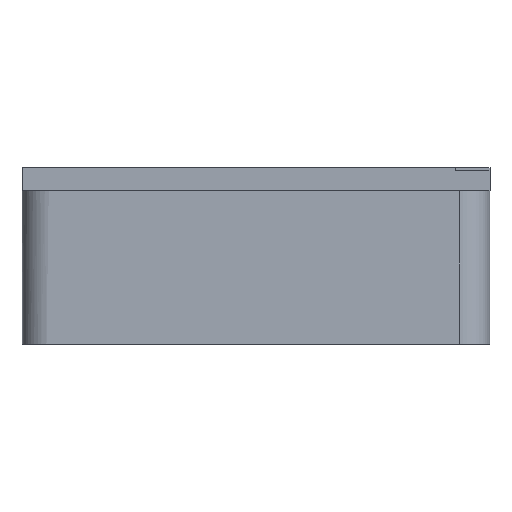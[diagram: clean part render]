
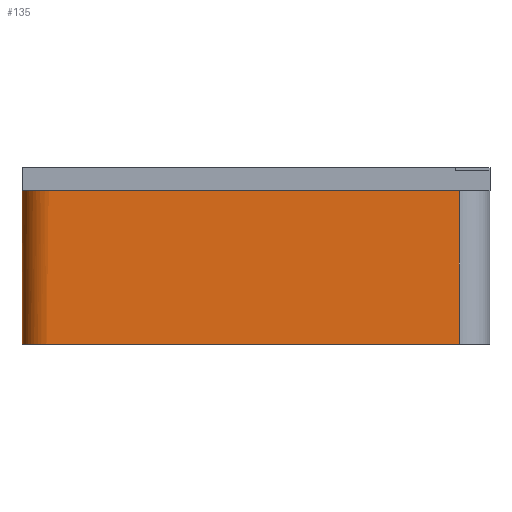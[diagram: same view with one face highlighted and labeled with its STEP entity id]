
A CAD part, front view. The second image highlights one B-rep face of the part: STEP entity #135.
In plain terms, the highlighted free-form (B-spline) face has degree [1, 2] with [2, 9] control points.
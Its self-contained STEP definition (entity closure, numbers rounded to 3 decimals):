
#135=ADVANCED_FACE($,(#364),#2262,.T.);
#364=FACE_OUTER_BOUND($,#560,.T.);
#560=EDGE_LOOP($,(#1047,#1048,#1049,#1050,#1051,#1052));
#1047=ORIENTED_EDGE($,*,*,#1881,.T.);
#1048=ORIENTED_EDGE($,*,*,#1711,.T.);
#1049=ORIENTED_EDGE($,*,*,#1877,.F.);
#1050=ORIENTED_EDGE($,*,*,#1878,.T.);
#1051=ORIENTED_EDGE($,*,*,#1882,.F.);
#1052=ORIENTED_EDGE($,*,*,#1880,.F.);
#1711=EDGE_CURVE($,#2072,#2074,#2539,.T.);
#1877=EDGE_CURVE($,#2185,#2074,#2789,.T.);
#1878=EDGE_CURVE($,#2185,#2184,#2655,.T.);
#1880=EDGE_CURVE($,#2186,#2187,#2657,.T.);
#1881=EDGE_CURVE($,#2186,#2072,#2790,.T.);
#1882=EDGE_CURVE($,#2187,#2184,#2791,.T.);
#2072=VERTEX_POINT($,#5704);
#2074=VERTEX_POINT($,#5706);
#2184=VERTEX_POINT($,#5816);
#2185=VERTEX_POINT($,#5817);
#2186=VERTEX_POINT($,#5818);
#2187=VERTEX_POINT($,#5819);
#2262=(
BOUNDED_SURFACE()
B_SPLINE_SURFACE(1,2,((#5102,#5103,#5104,#5105,#5106,#5107,#5108,#5109,#5110),
(#5111,#5112,#5113,#5114,#5115,#5116,#5117,#5118,#5119)),.UNSPECIFIED.,.F.,
.F.,.F.)
B_SPLINE_SURFACE_WITH_KNOTS((2,2),(3,2,2,2,3),(0.,10.),(-584.391,
-557.911,-554.77,-448.77,-445.628),
.UNSPECIFIED.)
GEOMETRIC_REPRESENTATION_ITEM()
RATIONAL_B_SPLINE_SURFACE(((1.,1.,1.,0.707,1.,1.,1.,0.707,
1.),(1.,1.,1.,0.707,1.,1.,1.,0.707,1.)))
REPRESENTATION_ITEM($)
SURFACE()
);
#2539=B_SPLINE_CURVE_WITH_KNOTS($,1,(#4214,#4215),.UNSPECIFIED.,.F.,.F.,
(2,2),(0.,10.),.UNSPECIFIED.);
#2655=B_SPLINE_CURVE_WITH_KNOTS($,1,(#4775,#4776),.UNSPECIFIED.,.F.,.F.,
(2,2),(-554.77,-448.77),.UNSPECIFIED.);
#2657=B_SPLINE_CURVE_WITH_KNOTS($,1,(#4779,#4780),.UNSPECIFIED.,.F.,.F.,
(2,2),(0.,10.),.UNSPECIFIED.);
#2789=(
BOUNDED_CURVE()
B_SPLINE_CURVE(2,(#4770,#4771,#4772,#4773,#4774),.UNSPECIFIED.,.F.,.F.)
B_SPLINE_CURVE_WITH_KNOTS((3,2,3),(554.77,557.911,584.391),
.UNSPECIFIED.)
CURVE()
GEOMETRIC_REPRESENTATION_ITEM()
RATIONAL_B_SPLINE_CURVE((1.,0.707,1.,1.,1.))
REPRESENTATION_ITEM($)
);
#2790=(
BOUNDED_CURVE()
B_SPLINE_CURVE(2,(#4781,#4782,#4783,#4784,#4785,#4786,#4787,#4788,#4789),
.UNSPECIFIED.,.F.,.F.)
B_SPLINE_CURVE_WITH_KNOTS((3,2,2,2,3),(445.628,448.77,
554.77,557.911,584.391),.UNSPECIFIED.)
CURVE()
GEOMETRIC_REPRESENTATION_ITEM()
RATIONAL_B_SPLINE_CURVE((1.,0.707,1.,1.,1.,0.707,
1.,1.,1.))
REPRESENTATION_ITEM($)
);
#2791=(
BOUNDED_CURVE()
B_SPLINE_CURVE(2,(#4790,#4791,#4792),.UNSPECIFIED.,.F.,.F.)
B_SPLINE_CURVE_WITH_KNOTS((3,3),(445.628,448.77),.UNSPECIFIED.)
CURVE()
GEOMETRIC_REPRESENTATION_ITEM()
RATIONAL_B_SPLINE_CURVE((1.,0.707,1.))
REPRESENTATION_ITEM($)
);
#4214=CARTESIAN_POINT($,(13.24,0.,12.64));
#4215=CARTESIAN_POINT($,(13.24,0.,22.64));
#4770=CARTESIAN_POINT($,(-15.24,2.,22.64));
#4771=CARTESIAN_POINT($,(-15.24,0.,22.64));
#4772=CARTESIAN_POINT($,(-13.24,0.,22.64));
#4773=CARTESIAN_POINT($,(0.,0.,22.64));
#4774=CARTESIAN_POINT($,(13.24,0.,22.64));
#4775=CARTESIAN_POINT($,(-15.24,2.,22.64));
#4776=CARTESIAN_POINT($,(-15.24,108.,22.64));
#4779=CARTESIAN_POINT($,(-13.24,110.,12.64));
#4780=CARTESIAN_POINT($,(-13.24,110.,22.64));
#4781=CARTESIAN_POINT($,(-13.24,110.,12.64));
#4782=CARTESIAN_POINT($,(-15.24,110.,12.64));
#4783=CARTESIAN_POINT($,(-15.24,108.,12.64));
#4784=CARTESIAN_POINT($,(-15.24,55.,12.64));
#4785=CARTESIAN_POINT($,(-15.24,2.,12.64));
#4786=CARTESIAN_POINT($,(-15.24,0.,12.64));
#4787=CARTESIAN_POINT($,(-13.24,0.,12.64));
#4788=CARTESIAN_POINT($,(0.,0.,12.64));
#4789=CARTESIAN_POINT($,(13.24,0.,12.64));
#4790=CARTESIAN_POINT($,(-13.24,110.,22.64));
#4791=CARTESIAN_POINT($,(-15.24,110.,22.64));
#4792=CARTESIAN_POINT($,(-15.24,108.,22.64));
#5102=CARTESIAN_POINT($,(13.24,0.,12.64));
#5103=CARTESIAN_POINT($,(0.,0.,12.64));
#5104=CARTESIAN_POINT($,(-13.24,0.,12.64));
#5105=CARTESIAN_POINT($,(-15.24,0.,12.64));
#5106=CARTESIAN_POINT($,(-15.24,2.,12.64));
#5107=CARTESIAN_POINT($,(-15.24,55.,12.64));
#5108=CARTESIAN_POINT($,(-15.24,108.,12.64));
#5109=CARTESIAN_POINT($,(-15.24,110.,12.64));
#5110=CARTESIAN_POINT($,(-13.24,110.,12.64));
#5111=CARTESIAN_POINT($,(13.24,0.,22.64));
#5112=CARTESIAN_POINT($,(0.,0.,22.64));
#5113=CARTESIAN_POINT($,(-13.24,0.,22.64));
#5114=CARTESIAN_POINT($,(-15.24,0.,22.64));
#5115=CARTESIAN_POINT($,(-15.24,2.,22.64));
#5116=CARTESIAN_POINT($,(-15.24,55.,22.64));
#5117=CARTESIAN_POINT($,(-15.24,108.,22.64));
#5118=CARTESIAN_POINT($,(-15.24,110.,22.64));
#5119=CARTESIAN_POINT($,(-13.24,110.,22.64));
#5704=CARTESIAN_POINT($,(13.24,0.,12.64));
#5706=CARTESIAN_POINT($,(13.24,0.,22.64));
#5816=CARTESIAN_POINT($,(-15.24,108.,22.64));
#5817=CARTESIAN_POINT($,(-15.24,2.,22.64));
#5818=CARTESIAN_POINT($,(-13.24,110.,12.64));
#5819=CARTESIAN_POINT($,(-13.24,110.,22.64));
